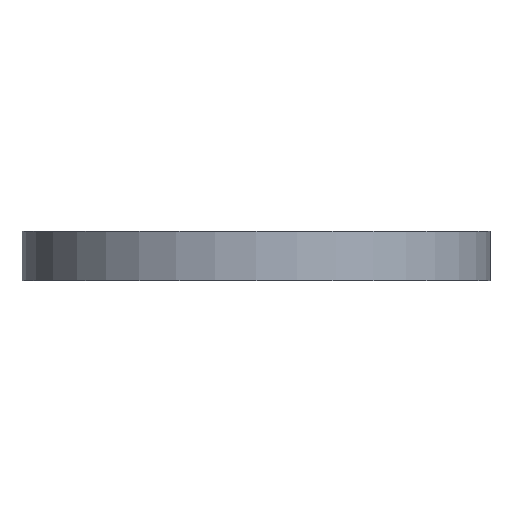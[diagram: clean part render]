
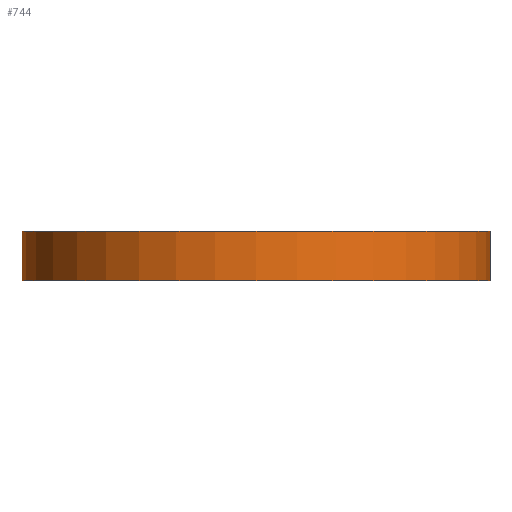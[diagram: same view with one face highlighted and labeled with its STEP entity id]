
A CAD part, front view. The second image highlights one B-rep face of the part: STEP entity #744.
In plain terms, the highlighted cylindrical face has radius 330 mm (diameter 660 mm), a partial arc.
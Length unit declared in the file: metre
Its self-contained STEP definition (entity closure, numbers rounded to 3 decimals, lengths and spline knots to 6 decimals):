
#16 = DIRECTION ( 'NONE',  ( 0., 0., -1. ) ) ;
#19 = ORIENTED_EDGE ( 'NONE', *, *, #1031, .T. ) ;
#26 = ORIENTED_EDGE ( 'NONE', *, *, #554, .F. ) ;
#77 = CARTESIAN_POINT ( 'NONE',  ( 0.33, 0., 0. ) ) ;
#142 = FACE_OUTER_BOUND ( 'NONE', #865, .T. ) ;
#163 = VERTEX_POINT ( 'NONE', #77 ) ;
#232 = AXIS2_PLACEMENT_3D ( 'NONE', #711, #885, #705 ) ;
#243 = EDGE_CURVE ( 'NONE', #753, #1105, #265, .T. ) ;
#245 = ORIENTED_EDGE ( 'NONE', *, *, #542, .T. ) ;
#265 = CIRCLE ( 'NONE', #232, 0.33 ) ;
#288 = DIRECTION ( 'NONE',  ( 1., 0., 0. ) ) ;
#301 = DIRECTION ( 'NONE',  ( 0., 0., 1. ) ) ;
#307 = CARTESIAN_POINT ( 'NONE',  ( 0.33, 0., 0.07 ) ) ;
#315 = DIRECTION ( 'NONE',  ( 0., 0., -1. ) ) ;
#401 = VECTOR ( 'NONE', #1055, 1. ) ;
#473 = CARTESIAN_POINT ( 'NONE',  ( -0.33, 0., 0.07 ) ) ;
#525 = CARTESIAN_POINT ( 'NONE',  ( -0.33, 0., 0. ) ) ;
#540 = VECTOR ( 'NONE', #16, 1. ) ;
#542 = EDGE_CURVE ( 'NONE', #878, #163, #765, .T. ) ;
#554 = EDGE_CURVE ( 'NONE', #1105, #163, #1073, .T. ) ;
#557 = CARTESIAN_POINT ( 'NONE',  ( 0.33, 0., 0.07 ) ) ;
#705 = DIRECTION ( 'NONE',  ( 1., 0., 0. ) ) ;
#711 = CARTESIAN_POINT ( 'NONE',  ( 0., 0., 0.07 ) ) ;
#744 = ADVANCED_FACE ( 'NONE', ( #142 ), #1089, .T. ) ;
#753 = VERTEX_POINT ( 'NONE', #857 ) ;
#755 = CARTESIAN_POINT ( 'NONE',  ( 0., 0., 0.07 ) ) ;
#762 = DIRECTION ( 'NONE',  ( -1., 0., 0. ) ) ;
#765 = CIRCLE ( 'NONE', #1080, 0.33 ) ;
#814 = CARTESIAN_POINT ( 'NONE',  ( 0., 0., 0. ) ) ;
#857 = CARTESIAN_POINT ( 'NONE',  ( -0.33, 0., 0.07 ) ) ;
#865 = EDGE_LOOP ( 'NONE', ( #26, #953, #19, #245 ) ) ;
#878 = VERTEX_POINT ( 'NONE', #525 ) ;
#885 = DIRECTION ( 'NONE',  ( 0., 0., 1. ) ) ;
#886 = AXIS2_PLACEMENT_3D ( 'NONE', #755, #315, #762 ) ;
#953 = ORIENTED_EDGE ( 'NONE', *, *, #243, .F. ) ;
#1031 = EDGE_CURVE ( 'NONE', #753, #878, #1063, .T. ) ;
#1055 = DIRECTION ( 'NONE',  ( 0., 0., -1. ) ) ;
#1063 = LINE ( 'NONE', #473, #401 ) ;
#1073 = LINE ( 'NONE', #307, #540 ) ;
#1080 = AXIS2_PLACEMENT_3D ( 'NONE', #814, #301, #288 ) ;
#1089 = CYLINDRICAL_SURFACE ( 'NONE', #886, 0.33 ) ;
#1105 = VERTEX_POINT ( 'NONE', #557 ) ;
